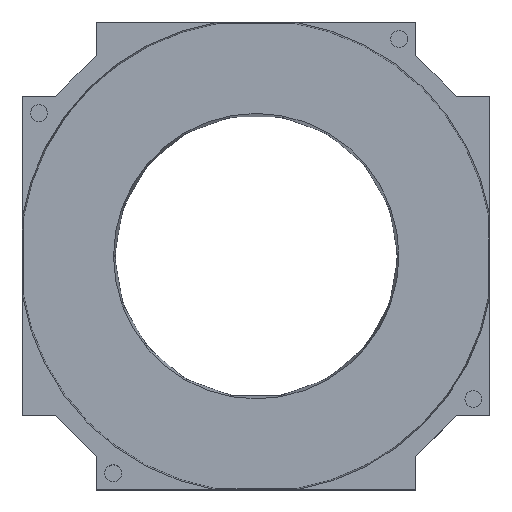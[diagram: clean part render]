
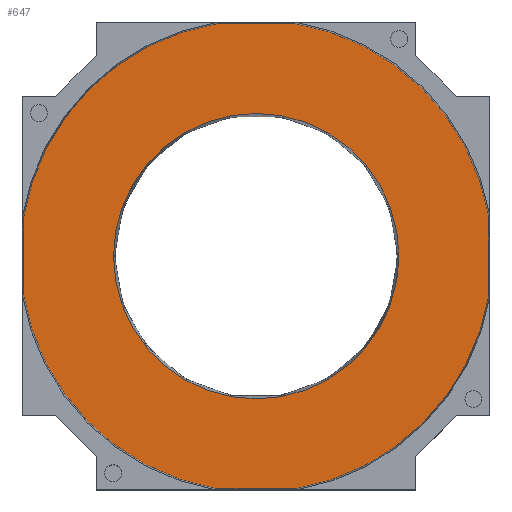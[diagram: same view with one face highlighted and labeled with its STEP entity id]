
A CAD part, top view. The second image highlights one B-rep face of the part: STEP entity #647.
In plain terms, the highlighted planar face has unit normal (0, 0, 1).
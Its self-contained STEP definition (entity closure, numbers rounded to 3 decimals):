
#15=FACE_BOUND('',#120,.T.);
#42=PLANE('',#722);
#80=FACE_OUTER_BOUND('',#119,.T.);
#119=EDGE_LOOP('',(#497,#498,#499,#500,#501,#502,#503,#504));
#120=EDGE_LOOP('',(#505));
#152=LINE('',#960,#217);
#154=LINE('',#980,#219);
#156=LINE('',#996,#221);
#158=LINE('',#1012,#223);
#217=VECTOR('',#787,10.);
#219=VECTOR('',#797,10.);
#221=VECTOR('',#807,10.);
#223=VECTOR('',#817,10.);
#286=CIRCLE('',#708,25.119);
#288=CIRCLE('',#712,25.119);
#290=CIRCLE('',#716,25.119);
#292=CIRCLE('',#720,25.119);
#294=CIRCLE('',#723,15.192);
#304=VERTEX_POINT('',#958);
#305=VERTEX_POINT('',#959);
#308=VERTEX_POINT('',#971);
#310=VERTEX_POINT('',#979);
#312=VERTEX_POINT('',#987);
#314=VERTEX_POINT('',#995);
#316=VERTEX_POINT('',#1003);
#318=VERTEX_POINT('',#1011);
#320=VERTEX_POINT('',#1022);
#366=EDGE_CURVE('',#304,#305,#152,.T.);
#370=EDGE_CURVE('',#305,#308,#286,.T.);
#373=EDGE_CURVE('',#308,#310,#154,.T.);
#376=EDGE_CURVE('',#310,#312,#288,.T.);
#379=EDGE_CURVE('',#312,#314,#156,.T.);
#382=EDGE_CURVE('',#314,#316,#290,.T.);
#385=EDGE_CURVE('',#316,#318,#158,.T.);
#388=EDGE_CURVE('',#318,#304,#292,.T.);
#390=EDGE_CURVE('',#320,#320,#294,.T.);
#497=ORIENTED_EDGE('',*,*,#366,.T.);
#498=ORIENTED_EDGE('',*,*,#370,.T.);
#499=ORIENTED_EDGE('',*,*,#373,.T.);
#500=ORIENTED_EDGE('',*,*,#376,.T.);
#501=ORIENTED_EDGE('',*,*,#379,.T.);
#502=ORIENTED_EDGE('',*,*,#382,.T.);
#503=ORIENTED_EDGE('',*,*,#385,.T.);
#504=ORIENTED_EDGE('',*,*,#388,.T.);
#505=ORIENTED_EDGE('',*,*,#390,.F.);
#647=ADVANCED_FACE('',(#80,#15),#42,.T.);
#708=AXIS2_PLACEMENT_3D('',#972,#791,#792);
#712=AXIS2_PLACEMENT_3D('',#988,#801,#802);
#716=AXIS2_PLACEMENT_3D('',#1004,#811,#812);
#720=AXIS2_PLACEMENT_3D('',#1019,#821,#822);
#722=AXIS2_PLACEMENT_3D('',#1021,#825,#826);
#723=AXIS2_PLACEMENT_3D('',#1023,#827,#828);
#787=DIRECTION('',(-1.,0.,0.));
#791=DIRECTION('center_axis',(0.,0.,
1.));
#792=DIRECTION('ref_axis',(1.,0.,0.));
#797=DIRECTION('',(0.,-1.,0.));
#801=DIRECTION('center_axis',(0.,0.,
1.));
#802=DIRECTION('ref_axis',(1.,0.,0.));
#807=DIRECTION('',(1.,0.,0.));
#811=DIRECTION('center_axis',(0.,0.,
1.));
#812=DIRECTION('ref_axis',(1.,0.,0.));
#817=DIRECTION('',(0.,1.,0.));
#821=DIRECTION('center_axis',(0.,0.,
1.));
#822=DIRECTION('ref_axis',(1.,0.,0.));
#825=DIRECTION('center_axis',(0.,0.,
1.));
#826=DIRECTION('ref_axis',(1.,0.,0.));
#827=DIRECTION('center_axis',(0.,0.,
1.));
#828=DIRECTION('ref_axis',(-1.,0.,0.));
#958=CARTESIAN_POINT('',(-31.355,45.699,19.5));
#959=CARTESIAN_POINT('',(-39.463,45.699,19.5));
#960=CARTESIAN_POINT('',(-18.43,45.699,19.5));
#971=CARTESIAN_POINT('',(-60.199,24.963,19.5));
#972=CARTESIAN_POINT('Origin',(-35.409,20.909,19.5));
#979=CARTESIAN_POINT('',(-60.199,16.855,19.5));
#980=CARTESIAN_POINT('',(-60.199,37.93,19.5));
#987=CARTESIAN_POINT('',(-39.709,-3.839,19.5));
#988=CARTESIAN_POINT('Origin',(-35.409,20.909,19.5));
#995=CARTESIAN_POINT('',(-31.11,-3.839,19.5));
#996=CARTESIAN_POINT('',(-52.389,-3.839,19.5));
#1003=CARTESIAN_POINT('',(-10.661,16.61,19.5));
#1004=CARTESIAN_POINT('Origin',(-35.409,20.909,19.5));
#1011=CARTESIAN_POINT('',(-10.661,25.209,19.5));
#1012=CARTESIAN_POINT('',(-10.661,3.93,19.5));
#1019=CARTESIAN_POINT('Origin',(-35.409,20.909,19.5));
#1021=CARTESIAN_POINT('Origin',(-35.43,20.93,19.5));
#1022=CARTESIAN_POINT('',(-20.217,20.909,19.5));
#1023=CARTESIAN_POINT('Origin',(-35.409,20.909,19.5));
